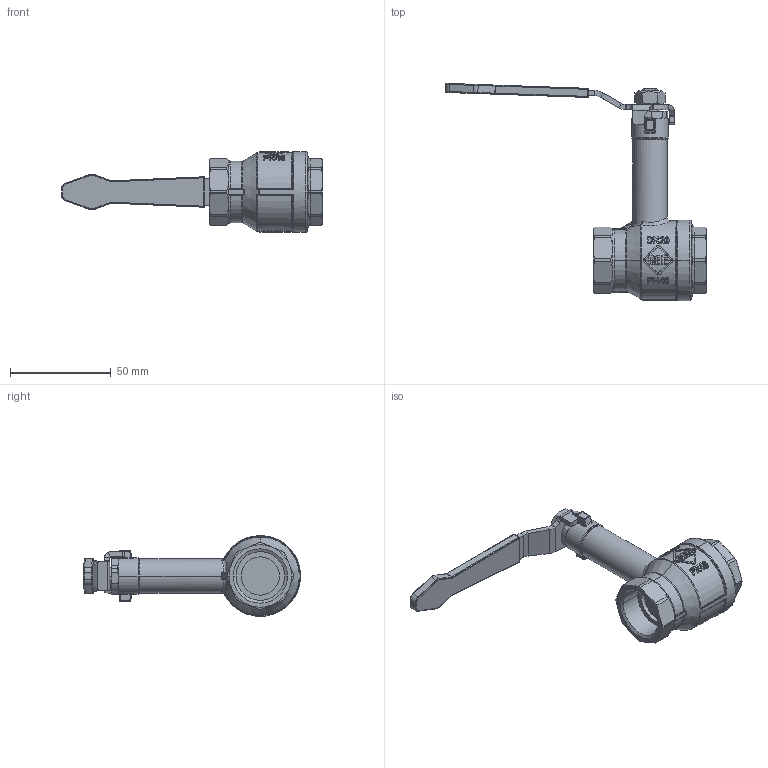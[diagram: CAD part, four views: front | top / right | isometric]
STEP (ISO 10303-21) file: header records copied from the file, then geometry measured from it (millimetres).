
FILE_DESCRIPTION(('STEP AP214'),'1');
FILE_NAME('valve_996-3_4.stp','2018-02-21T13:44:08',('TraceParts'),('TraceParts S.A.'),'Spatial InterOp 3D',' ',' ');
FILE_SCHEMA(('automotive_design'));
Length unit declared in the file: millimetre
Products named in the file (2): Volumenkörper1
Bounding box: 129.46 x 107.81 x 40 mm (x, y, z)
Volume: 65022.4 mm3; surface area: 18987.9 mm2
Topology: 2 solids, 2 shells, 1193 faces, 3126 edges, 2012 vertices
Faces by surface type: plane 464, bspline 315, cylinder 271, cone 77, torus 46, sphere 20
Entity records: 52721 total; most frequent: CARTESIAN_POINT 15685, ORIENTED_EDGE 6260, DIRECTION 4877, EDGE_CURVE 3130, VERTEX_POINT 2020, AXIS2_PLACEMENT_3D 1683, LINE 1511, VECTOR 1511
